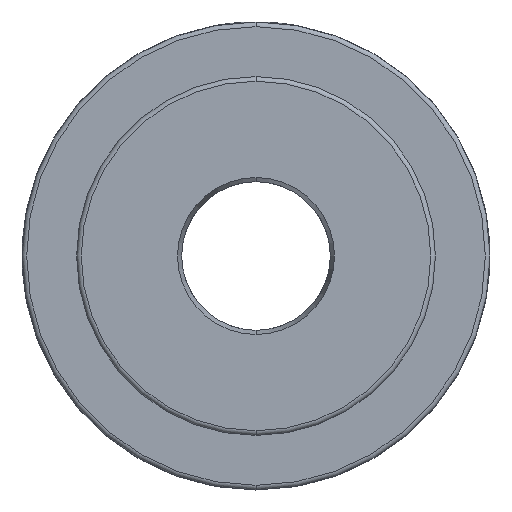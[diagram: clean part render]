
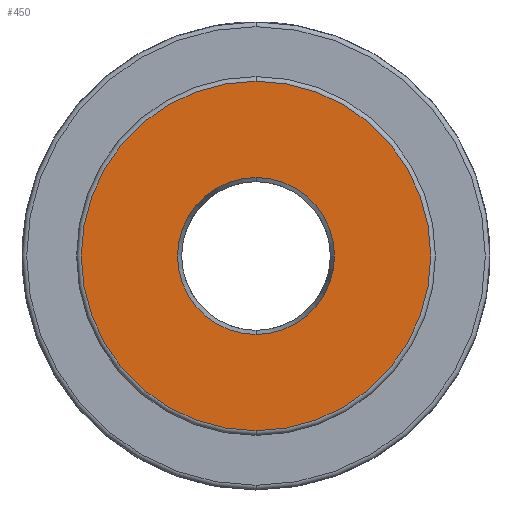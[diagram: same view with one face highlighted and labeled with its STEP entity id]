
A CAD part, front view. The second image highlights one B-rep face of the part: STEP entity #450.
In plain terms, the highlighted planar face has unit normal (0, -1, 0).
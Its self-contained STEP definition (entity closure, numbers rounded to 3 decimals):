
#115 = AXIS2_PLACEMENT_3D ( 'NONE', #3392, #3340, #3166 ) ;
#450 = ADVANCED_FACE ( 'NONE', ( #2953, #2920 ), #2191, .F. ) ;
#519 = DIRECTION ( 'NONE',  ( 0., -1., 0. ) ) ;
#580 = AXIS2_PLACEMENT_3D ( 'NONE', #989, #519, #1006 ) ;
#635 = EDGE_CURVE ( 'NONE', #878, #2162, #2491, .T. ) ;
#878 = VERTEX_POINT ( 'NONE', #3391 ) ;
#980 = AXIS2_PLACEMENT_3D ( 'NONE', #3290, #3336, #3352 ) ;
#989 = CARTESIAN_POINT ( 'NONE',  ( 0., 0., 0. ) ) ;
#995 = EDGE_LOOP ( 'NONE', ( #3729, #3494 ) ) ;
#1006 = DIRECTION ( 'NONE',  ( 0., 0., 1. ) ) ;
#1104 = CARTESIAN_POINT ( 'NONE',  ( 0., 0., -5.03 ) ) ;
#1163 = ORIENTED_EDGE ( 'NONE', *, *, #635, .T. ) ;
#1353 = EDGE_LOOP ( 'NONE', ( #3783, #1163 ) ) ;
#1765 = AXIS2_PLACEMENT_3D ( 'NONE', #3779, #2658, #3745 ) ;
#1819 = DIRECTION ( 'NONE',  ( 0., 0., 1. ) ) ;
#1936 = CARTESIAN_POINT ( 'NONE',  ( 0., 0., 0. ) ) ;
#2162 = VERTEX_POINT ( 'NONE', #4011 ) ;
#2163 = VERTEX_POINT ( 'NONE', #3043 ) ;
#2191 = PLANE ( 'NONE',  #980 ) ;
#2290 = CIRCLE ( 'NONE', #115, 5.03 ) ;
#2341 = DIRECTION ( 'NONE',  ( 0., -1., 0. ) ) ;
#2491 = CIRCLE ( 'NONE', #580, 11.2 ) ;
#2658 = DIRECTION ( 'NONE',  ( 0., 1., 0. ) ) ;
#2812 = EDGE_CURVE ( 'NONE', #2163, #3045, #3816, .T. ) ;
#2911 = AXIS2_PLACEMENT_3D ( 'NONE', #1936, #2341, #1819 ) ;
#2920 = FACE_OUTER_BOUND ( 'NONE', #1353, .T. ) ;
#2953 = FACE_BOUND ( 'NONE', #995, .T. ) ;
#2954 = EDGE_CURVE ( 'NONE', #2162, #878, #3691, .T. ) ;
#3043 = CARTESIAN_POINT ( 'NONE',  ( 0., 0., 5.03 ) ) ;
#3045 = VERTEX_POINT ( 'NONE', #1104 ) ;
#3166 = DIRECTION ( 'NONE',  ( 0., 0., 1. ) ) ;
#3290 = CARTESIAN_POINT ( 'NONE',  ( 11.5, 0., 0. ) ) ;
#3336 = DIRECTION ( 'NONE',  ( 0., 1., 0. ) ) ;
#3340 = DIRECTION ( 'NONE',  ( 0., 1., 0. ) ) ;
#3352 = DIRECTION ( 'NONE',  ( 0., 0., 1. ) ) ;
#3391 = CARTESIAN_POINT ( 'NONE',  ( 0., 0., -11.2 ) ) ;
#3392 = CARTESIAN_POINT ( 'NONE',  ( 0., 0., 0. ) ) ;
#3494 = ORIENTED_EDGE ( 'NONE', *, *, #2812, .T. ) ;
#3691 = CIRCLE ( 'NONE', #2911, 11.2 ) ;
#3729 = ORIENTED_EDGE ( 'NONE', *, *, #4205, .T. ) ;
#3745 = DIRECTION ( 'NONE',  ( 0., 0., 1. ) ) ;
#3779 = CARTESIAN_POINT ( 'NONE',  ( 0., 0., 0. ) ) ;
#3783 = ORIENTED_EDGE ( 'NONE', *, *, #2954, .T. ) ;
#3816 = CIRCLE ( 'NONE', #1765, 5.03 ) ;
#4011 = CARTESIAN_POINT ( 'NONE',  ( 0., 0., 11.2 ) ) ;
#4205 = EDGE_CURVE ( 'NONE', #3045, #2163, #2290, .T. ) ;
